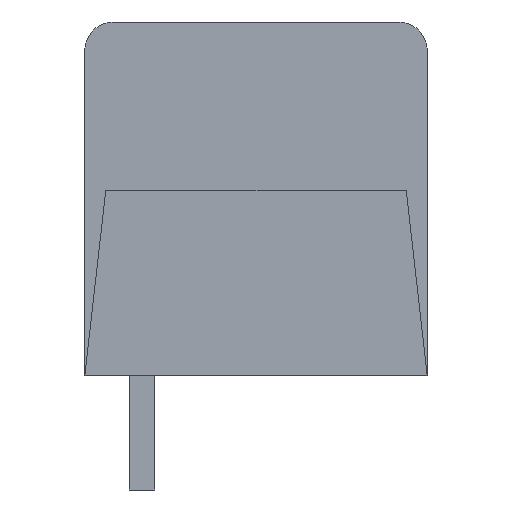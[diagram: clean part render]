
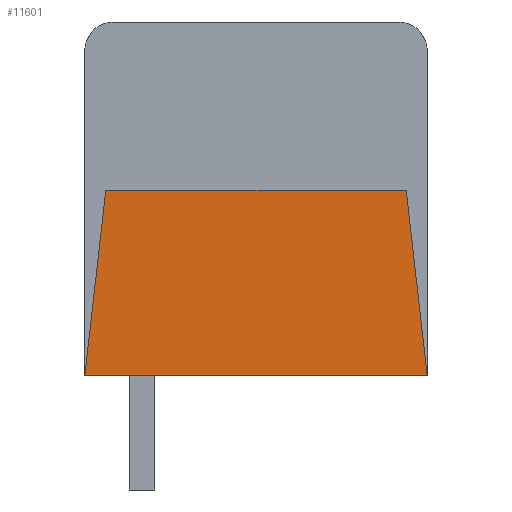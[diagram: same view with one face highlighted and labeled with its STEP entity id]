
A CAD part, left-side view. The second image highlights one B-rep face of the part: STEP entity #11601.
In plain terms, the highlighted planar face has unit normal (-1, 0, 0).
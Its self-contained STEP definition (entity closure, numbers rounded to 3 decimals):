
#11485 = EDGE_CURVE('',#11486,#11488,#11490,.T.);
#11486 = VERTEX_POINT('',#11487);
#11487 = CARTESIAN_POINT('',(-22.86,-10.,0.));
#11488 = VERTEX_POINT('',#11489);
#11489 = CARTESIAN_POINT('',(-22.86,2.,0.));
#11490 = SURFACE_CURVE('',#11491,(#11495,#11507),.PCURVE_S1.);
#11491 = LINE('',#11492,#11493);
#11492 = CARTESIAN_POINT('',(-22.86,-10.,0.));
#11493 = VECTOR('',#11494,1.);
#11494 = DIRECTION('',(0.,1.,0.));
#11495 = PCURVE('',#11496,#11501);
#11496 = PLANE('',#11497);
#11497 = AXIS2_PLACEMENT_3D('',#11498,#11499,#11500);
#11498 = CARTESIAN_POINT('',(-22.86,-10.,0.));
#11499 = DIRECTION('',(0.,0.,1.));
#11500 = DIRECTION('',(0.,1.,0.));
#11501 = DEFINITIONAL_REPRESENTATION('',(#11502),#11506);
#11502 = LINE('',#11503,#11504);
#11503 = CARTESIAN_POINT('',(0.,0.));
#11504 = VECTOR('',#11505,1.);
#11505 = DIRECTION('',(1.,0.));
#11506 = ( GEOMETRIC_REPRESENTATION_CONTEXT(2) 
PARAMETRIC_REPRESENTATION_CONTEXT() REPRESENTATION_CONTEXT('2D SPACE',''
  ) );
#11507 = PCURVE('',#11508,#11513);
#11508 = PLANE('',#11509);
#11509 = AXIS2_PLACEMENT_3D('',#11510,#11511,#11512);
#11510 = CARTESIAN_POINT('',(-22.86,-4.,3.116));
#11511 = DIRECTION('',(1.,0.,0.));
#11512 = DIRECTION('',(0.,0.,1.));
#11513 = DEFINITIONAL_REPRESENTATION('',(#11514),#11518);
#11514 = LINE('',#11515,#11516);
#11515 = CARTESIAN_POINT('',(-3.116,6.));
#11516 = VECTOR('',#11517,1.);
#11517 = DIRECTION('',(0.,-1.));
#11518 = ( GEOMETRIC_REPRESENTATION_CONTEXT(2) 
PARAMETRIC_REPRESENTATION_CONTEXT() REPRESENTATION_CONTEXT('2D SPACE',''
  ) );
#11601 = ADVANCED_FACE('',(#11602),#11508,.F.);
#11602 = FACE_BOUND('',#11603,.F.);
#11603 = EDGE_LOOP('',(#11604,#11605,#11633,#11656));
#11604 = ORIENTED_EDGE('',*,*,#11485,.T.);
#11605 = ORIENTED_EDGE('',*,*,#11606,.T.);
#11606 = EDGE_CURVE('',#11488,#11607,#11609,.T.);
#11607 = VERTEX_POINT('',#11608);
#11608 = CARTESIAN_POINT('',(-22.86,1.264,6.5));
#11609 = SURFACE_CURVE('',#11610,(#11614,#11621),.PCURVE_S1.);
#11610 = LINE('',#11611,#11612);
#11611 = CARTESIAN_POINT('',(-22.86,2.,0.));
#11612 = VECTOR('',#11613,1.);
#11613 = DIRECTION('',(0.,-0.112,
    0.994));
#11614 = PCURVE('',#11508,#11615);
#11615 = DEFINITIONAL_REPRESENTATION('',(#11616),#11620);
#11616 = LINE('',#11617,#11618);
#11617 = CARTESIAN_POINT('',(-3.116,-6.));
#11618 = VECTOR('',#11619,1.);
#11619 = DIRECTION('',(0.994,0.112));
#11620 = ( GEOMETRIC_REPRESENTATION_CONTEXT(2) 
PARAMETRIC_REPRESENTATION_CONTEXT() REPRESENTATION_CONTEXT('2D SPACE',''
  ) );
#11621 = PCURVE('',#11622,#11627);
#11622 = PLANE('',#11623);
#11623 = AXIS2_PLACEMENT_3D('',#11624,#11625,#11626);
#11624 = CARTESIAN_POINT('',(-22.86,-4.,6.081));
#11625 = DIRECTION('',(-1.,0.,0.));
#11626 = DIRECTION('',(0.,-1.,0.));
#11627 = DEFINITIONAL_REPRESENTATION('',(#11628),#11632);
#11628 = LINE('',#11629,#11630);
#11629 = CARTESIAN_POINT('',(-6.,-6.081));
#11630 = VECTOR('',#11631,1.);
#11631 = DIRECTION('',(0.112,0.994));
#11632 = ( GEOMETRIC_REPRESENTATION_CONTEXT(2) 
PARAMETRIC_REPRESENTATION_CONTEXT() REPRESENTATION_CONTEXT('2D SPACE',''
  ) );
#11633 = ORIENTED_EDGE('',*,*,#11634,.T.);
#11634 = EDGE_CURVE('',#11607,#11635,#11637,.T.);
#11635 = VERTEX_POINT('',#11636);
#11636 = CARTESIAN_POINT('',(-22.86,-9.264,6.5));
#11637 = SURFACE_CURVE('',#11638,(#11642,#11649),.PCURVE_S1.);
#11638 = LINE('',#11639,#11640);
#11639 = CARTESIAN_POINT('',(-22.86,1.264,6.5));
#11640 = VECTOR('',#11641,1.);
#11641 = DIRECTION('',(0.,-1.,0.));
#11642 = PCURVE('',#11508,#11643);
#11643 = DEFINITIONAL_REPRESENTATION('',(#11644),#11648);
#11644 = LINE('',#11645,#11646);
#11645 = CARTESIAN_POINT('',(3.384,-5.264));
#11646 = VECTOR('',#11647,1.);
#11647 = DIRECTION('',(0.,1.));
#11648 = ( GEOMETRIC_REPRESENTATION_CONTEXT(2) 
PARAMETRIC_REPRESENTATION_CONTEXT() REPRESENTATION_CONTEXT('2D SPACE',''
  ) );
#11649 = PCURVE('',#11622,#11650);
#11650 = DEFINITIONAL_REPRESENTATION('',(#11651),#11655);
#11651 = LINE('',#11652,#11653);
#11652 = CARTESIAN_POINT('',(-5.264,0.419));
#11653 = VECTOR('',#11654,1.);
#11654 = DIRECTION('',(1.,0.));
#11655 = ( GEOMETRIC_REPRESENTATION_CONTEXT(2) 
PARAMETRIC_REPRESENTATION_CONTEXT() REPRESENTATION_CONTEXT('2D SPACE',''
  ) );
#11656 = ORIENTED_EDGE('',*,*,#11657,.T.);
#11657 = EDGE_CURVE('',#11635,#11486,#11658,.T.);
#11658 = SURFACE_CURVE('',#11659,(#11663,#11670),.PCURVE_S1.);
#11659 = LINE('',#11660,#11661);
#11660 = CARTESIAN_POINT('',(-22.86,-9.264,6.5));
#11661 = VECTOR('',#11662,1.);
#11662 = DIRECTION('',(0.,-0.112,
    -0.994));
#11663 = PCURVE('',#11508,#11664);
#11664 = DEFINITIONAL_REPRESENTATION('',(#11665),#11669);
#11665 = LINE('',#11666,#11667);
#11666 = CARTESIAN_POINT('',(3.384,5.264));
#11667 = VECTOR('',#11668,1.);
#11668 = DIRECTION('',(-0.994,0.112));
#11669 = ( GEOMETRIC_REPRESENTATION_CONTEXT(2) 
PARAMETRIC_REPRESENTATION_CONTEXT() REPRESENTATION_CONTEXT('2D SPACE',''
  ) );
#11670 = PCURVE('',#11622,#11671);
#11671 = DEFINITIONAL_REPRESENTATION('',(#11672),#11676);
#11672 = LINE('',#11673,#11674);
#11673 = CARTESIAN_POINT('',(5.264,0.419));
#11674 = VECTOR('',#11675,1.);
#11675 = DIRECTION('',(0.112,-0.994));
#11676 = ( GEOMETRIC_REPRESENTATION_CONTEXT(2) 
PARAMETRIC_REPRESENTATION_CONTEXT() REPRESENTATION_CONTEXT('2D SPACE',''
  ) );
